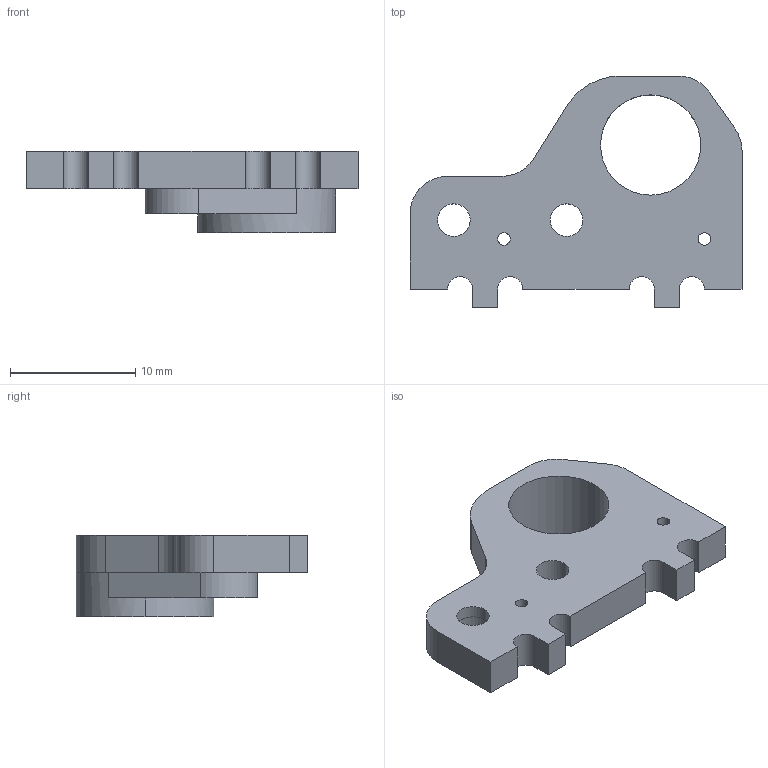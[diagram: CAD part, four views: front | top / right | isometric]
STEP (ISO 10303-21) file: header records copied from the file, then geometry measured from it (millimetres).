
FILE_DESCRIPTION (( 'STEP AP214' ), '1' );
FILE_NAME ('getriebe_gehause_rechts_2.STEP', '2017-05-28T20:00:46', ( '' ), ( '' ), 'SwSTEP 2.0', 'SolidWorks 2017', '' );
FILE_SCHEMA (( 'AUTOMOTIVE_DESIGN' ));
Length unit declared in the file: millimetre
Products named in the file (1): getriebe_gehause_rechts_2
Bounding box: 26.5 x 18.5 x 6.5 mm (x, y, z)
Volume: 1071.8 mm3; surface area: 1235.6 mm2
Topology: 1 solids, 1 shells, 52 faces, 140 edges, 93 vertices
Faces by surface type: cylinder 28, plane 24
Entity records: 1709 total; most frequent: DIRECTION 305, CARTESIAN_POINT 286, ORIENTED_EDGE 280, EDGE_CURVE 140, AXIS2_PLACEMENT_3D 112, VERTEX_POINT 93, VECTOR 81, LINE 81
